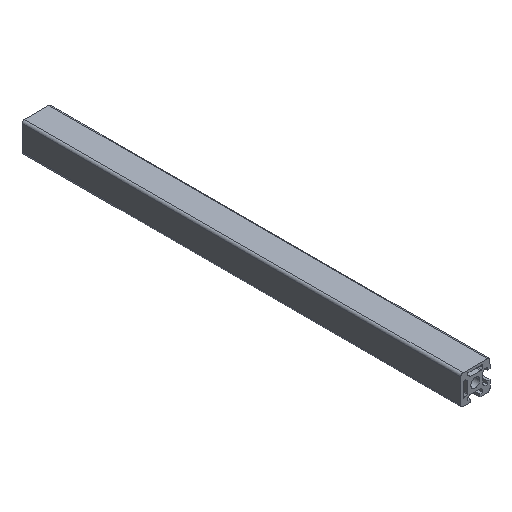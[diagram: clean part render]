
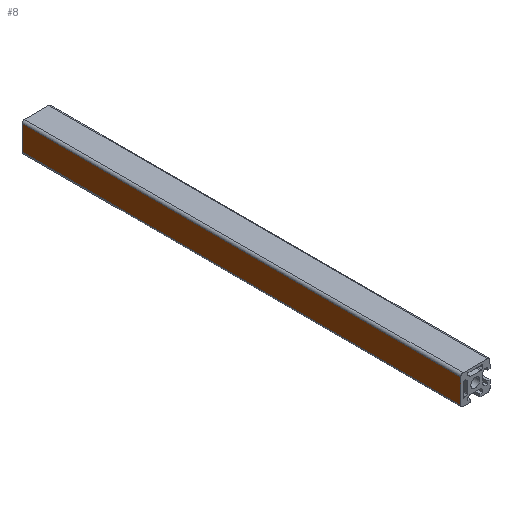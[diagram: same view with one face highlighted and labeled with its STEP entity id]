
A CAD part, isometric view. The second image highlights one B-rep face of the part: STEP entity #8.
In plain terms, the highlighted face is planar.
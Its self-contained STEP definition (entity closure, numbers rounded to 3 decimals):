
#8 = ADVANCED_FACE ( 'PLANAR_12', ( #977 ), #983, .T. ) ;
#144 = EDGE_CURVE ( 'NONE', #833, #861, #668, .T. ) ;
#166 = EDGE_CURVE ( 'NONE', #821, #869, #1529, .T. ) ;
#171 = EDGE_CURVE ( 'NONE', #821, #833, #1553, .T. ) ;
#178 = EDGE_CURVE ( 'NONE', #869, #861, #1562, .T. ) ;
#659 = DIRECTION ( 'NONE',  ( 0., 0., 1. ) ) ;
#668 = LINE ( 'NONE', #672, #1172 ) ;
#672 = CARTESIAN_POINT ( 'NONE',  ( 10., 8.4, -300. ) ) ;
#821 = VERTEX_POINT ( 'NONE', #1666 ) ;
#833 = VERTEX_POINT ( 'NONE', #1677 ) ;
#861 = VERTEX_POINT ( 'NONE', #1728 ) ;
#869 = VERTEX_POINT ( 'NONE', #1717 ) ;
#930 = EDGE_LOOP ( 'NONE', ( #1427, #1374, #1371, #1411 ) ) ;
#970 = DIRECTION ( 'NONE',  ( 1., 0., 0. ) ) ;
#971 = DIRECTION ( 'NONE',  ( 0., 1., 0. ) ) ;
#977 = FACE_OUTER_BOUND ( 'NONE', #930, .T. ) ;
#983 = PLANE ( 'NONE',  #1035 ) ;
#1003 = CARTESIAN_POINT ( 'NONE',  ( 10., -8.4, -300. ) ) ;
#1035 = AXIS2_PLACEMENT_3D ( 'NONE', #1003, #970, #971 ) ;
#1172 = VECTOR ( 'NONE', #659, 1000. ) ;
#1215 = VECTOR ( 'NONE', #1534, 1000. ) ;
#1232 = VECTOR ( 'NONE', #1535, 1000. ) ;
#1253 = VECTOR ( 'NONE', #1506, 1000. ) ;
#1371 = ORIENTED_EDGE ( 'NONE', *, *, #171, .T. ) ;
#1374 = ORIENTED_EDGE ( 'NONE', *, *, #166, .F. ) ;
#1411 = ORIENTED_EDGE ( 'NONE', *, *, #144, .T. ) ;
#1427 = ORIENTED_EDGE ( 'NONE', *, *, #178, .F. ) ;
#1505 = CARTESIAN_POINT ( 'NONE',  ( 10., -8.4, -300. ) ) ;
#1506 = DIRECTION ( 'NONE',  ( 0., 0., 1. ) ) ;
#1529 = LINE ( 'NONE', #1505, #1253 ) ;
#1534 = DIRECTION ( 'NONE',  ( 0., 1., 0. ) ) ;
#1535 = DIRECTION ( 'NONE',  ( 0., 1., 0. ) ) ;
#1553 = LINE ( 'NONE', #1558, #1215 ) ;
#1558 = CARTESIAN_POINT ( 'NONE',  ( 10., -8.4, -300. ) ) ;
#1562 = LINE ( 'NONE', #1568, #1232 ) ;
#1568 = CARTESIAN_POINT ( 'NONE',  ( 10., -8.4, 0. ) ) ;
#1666 = CARTESIAN_POINT ( 'NONE',  ( 10., -8.4, -300. ) ) ;
#1677 = CARTESIAN_POINT ( 'NONE',  ( 10., 8.4, -300. ) ) ;
#1717 = CARTESIAN_POINT ( 'NONE',  ( 10., -8.4, 0. ) ) ;
#1728 = CARTESIAN_POINT ( 'NONE',  ( 10., 8.4, 0. ) ) ;
